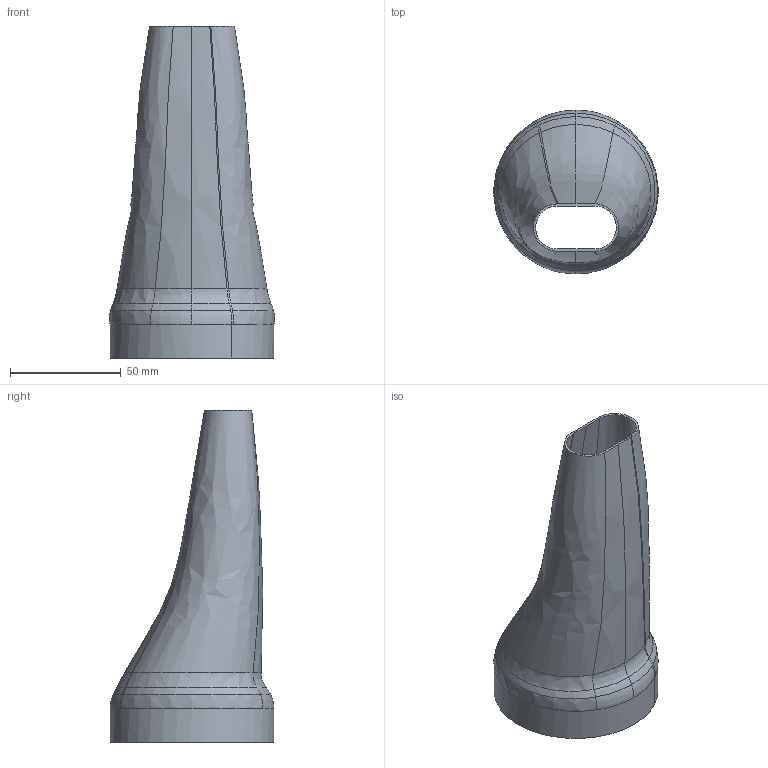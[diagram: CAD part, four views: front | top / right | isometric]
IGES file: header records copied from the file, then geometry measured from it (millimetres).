
Start section: START RECORD GO HERE.
Global section: file name: Long Nozzle.igs; native system: DASSAULT SYSTEMES CATIA V5 R20 - www.3ds.com; preprocessor: CATIA Version 5 Release 20 ; author: DRAFTMAN; organization: KJNDESGN; date: 20150303.144338; units: millimetre
Bounding box: 74.64 x 74 x 150 mm (x, y, z)
Volume: 24635.6 mm3; surface area: 49605.1 mm2
Topology: 1 solids, 1 shells, 70 faces, 153 edges, 88 vertices
Faces by surface type: bspline 64, revolution 4, plane 2
